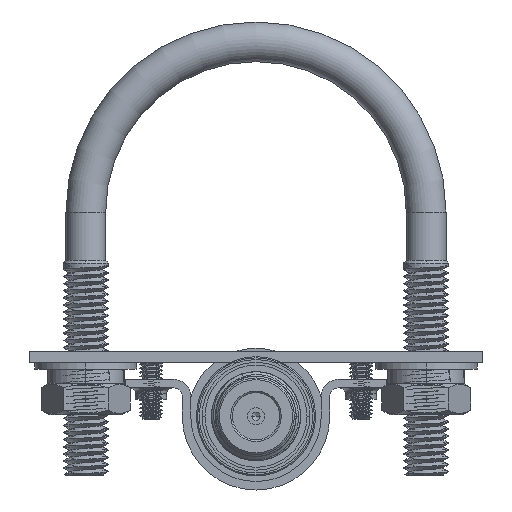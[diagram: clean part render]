
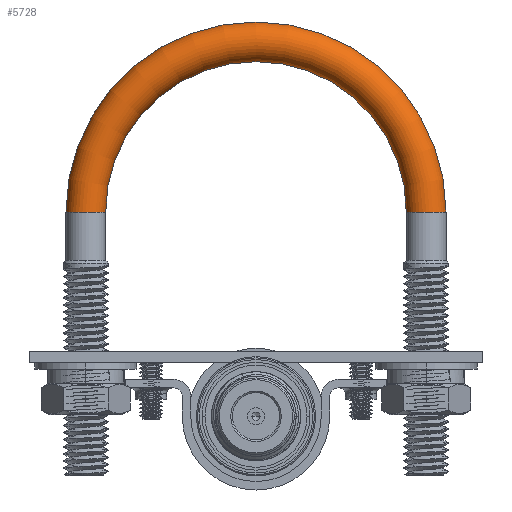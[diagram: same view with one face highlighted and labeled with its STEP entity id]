
A CAD part, front view. The second image highlights one B-rep face of the part: STEP entity #5728.
In plain terms, the highlighted toroidal (fillet/blend) face has major radius 30 mm and minor radius 3.5 mm.
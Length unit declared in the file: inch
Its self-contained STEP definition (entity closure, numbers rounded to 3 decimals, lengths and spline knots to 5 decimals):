
#162 = CARTESIAN_POINT ( 'NONE',  ( -1.04331, 1.83071, 0. ) ) ;
#2392 = DIRECTION ( 'NONE',  ( 0., 0., 1. ) ) ;
#2920 = CIRCLE ( 'NONE', #29267, 1.04331 ) ;
#3369 = DIRECTION ( 'NONE',  ( 1., 0., 0. ) ) ;
#5728 = ADVANCED_FACE ( 'NONE', ( #37177 ), #14597, .T. ) ;
#5778 = EDGE_CURVE ( 'NONE', #37539, #16801, #13896, .T. ) ;
#8654 = CARTESIAN_POINT ( 'NONE',  ( 0., 1.83071, 0. ) ) ;
#11789 = AXIS2_PLACEMENT_3D ( 'NONE', #29856, #42871, #29633 ) ;
#13896 = CIRCLE ( 'NONE', #11789, 0.1378 ) ;
#14477 = AXIS2_PLACEMENT_3D ( 'NONE', #23806, #27048, #3369 ) ;
#14597 = TOROIDAL_SURFACE ( 'NONE', #15261, 1.1811, 0.1378 ) ;
#14801 = DIRECTION ( 'NONE',  ( 0., 0., 1. ) ) ;
#14903 = ORIENTED_EDGE ( 'NONE', *, *, #5778, .F. ) ;
#15261 = AXIS2_PLACEMENT_3D ( 'NONE', #20702, #14801, #24797 ) ;
#16801 = VERTEX_POINT ( 'NONE', #162 ) ;
#17450 = ORIENTED_EDGE ( 'NONE', *, *, #21687, .T. ) ;
#17761 = EDGE_LOOP ( 'NONE', ( #17450, #14903, #26121, #29931 ) ) ;
#19294 = CIRCLE ( 'NONE', #14477, 0.1378 ) ;
#20702 = CARTESIAN_POINT ( 'NONE',  ( 0., 1.83071, 0. ) ) ;
#21687 = EDGE_CURVE ( 'NONE', #30684, #16801, #2920, .T. ) ;
#22521 = VERTEX_POINT ( 'NONE', #33530 ) ;
#23609 = CARTESIAN_POINT ( 'NONE',  ( 1.04331, 1.83071, 0. ) ) ;
#23806 = CARTESIAN_POINT ( 'NONE',  ( 1.1811, 1.83071, 0. ) ) ;
#24232 = CIRCLE ( 'NONE', #41513, 1.3189 ) ;
#24797 = DIRECTION ( 'NONE',  ( -1., 0., 0. ) ) ;
#26121 = ORIENTED_EDGE ( 'NONE', *, *, #40669, .F. ) ;
#27048 = DIRECTION ( 'NONE',  ( 0., 1., 0. ) ) ;
#28862 = DIRECTION ( 'NONE',  ( 1., 0., 0. ) ) ;
#29267 = AXIS2_PLACEMENT_3D ( 'NONE', #8654, #31901, #28862 ) ;
#29633 = DIRECTION ( 'NONE',  ( -1., 0., 0. ) ) ;
#29856 = CARTESIAN_POINT ( 'NONE',  ( -1.1811, 1.83071, 0. ) ) ;
#29931 = ORIENTED_EDGE ( 'NONE', *, *, #34129, .T. ) ;
#30684 = VERTEX_POINT ( 'NONE', #23609 ) ;
#31901 = DIRECTION ( 'NONE',  ( 0., 0., 1. ) ) ;
#32785 = DIRECTION ( 'NONE',  ( 1., 0., 0. ) ) ;
#33530 = CARTESIAN_POINT ( 'NONE',  ( 1.3189, 1.83071, 0. ) ) ;
#34129 = EDGE_CURVE ( 'NONE', #22521, #30684, #19294, .T. ) ;
#34131 = CARTESIAN_POINT ( 'NONE',  ( -1.3189, 1.83071, 0. ) ) ;
#37177 = FACE_OUTER_BOUND ( 'NONE', #17761, .T. ) ;
#37539 = VERTEX_POINT ( 'NONE', #34131 ) ;
#40669 = EDGE_CURVE ( 'NONE', #22521, #37539, #24232, .T. ) ;
#41513 = AXIS2_PLACEMENT_3D ( 'NONE', #41907, #2392, #32785 ) ;
#41907 = CARTESIAN_POINT ( 'NONE',  ( 0., 1.83071, 0. ) ) ;
#42871 = DIRECTION ( 'NONE',  ( 0., -1., 0. ) ) ;
